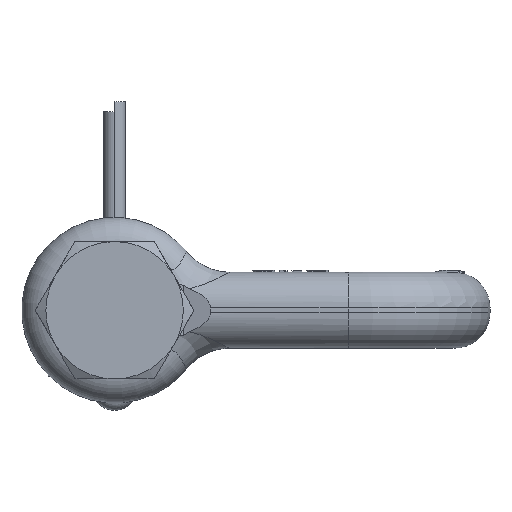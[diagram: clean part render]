
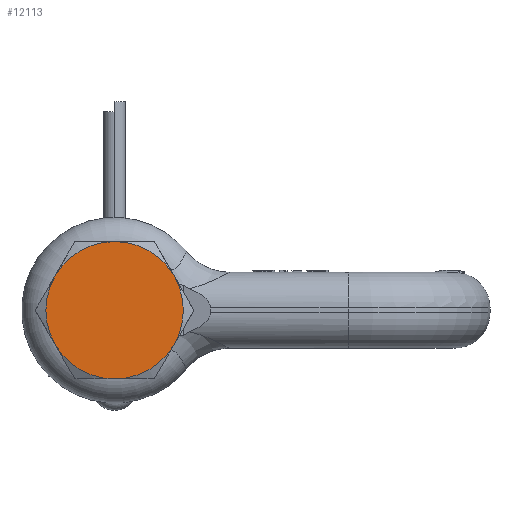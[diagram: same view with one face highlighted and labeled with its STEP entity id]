
A CAD part, left-side view. The second image highlights one B-rep face of the part: STEP entity #12113.
In plain terms, the highlighted planar face has unit normal (-1, 0, 0).
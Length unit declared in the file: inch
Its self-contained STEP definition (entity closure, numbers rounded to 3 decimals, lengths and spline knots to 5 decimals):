
#11640=CARTESIAN_POINT('',(-0.80925,0.,0.));
#11641=DIRECTION('',(-1.,0.,0.));
#11642=DIRECTION('',(0.,0.,-1.));
#11643=AXIS2_PLACEMENT_3D('',#11640,#11641,#11642);
#11645=CARTESIAN_POINT('',(-0.80925,0.,0.));
#11646=DIRECTION('',(-1.,0.,0.));
#11647=DIRECTION('',(0.,0.866,-0.5));
#11648=AXIS2_PLACEMENT_3D('',#11645,#11646,#11647);
#11650=CARTESIAN_POINT('',(-0.80925,0.,0.));
#11651=DIRECTION('',(-1.,0.,0.));
#11652=DIRECTION('',(0.,0.866,0.5));
#11653=AXIS2_PLACEMENT_3D('',#11650,#11651,#11652);
#11655=CARTESIAN_POINT('',(-0.80925,0.,0.));
#11656=DIRECTION('',(-1.,0.,0.));
#11657=DIRECTION('',(0.,0.,1.));
#11658=AXIS2_PLACEMENT_3D('',#11655,#11656,#11657);
#11660=CARTESIAN_POINT('',(-0.80925,0.,0.));
#11661=DIRECTION('',(-1.,0.,0.));
#11662=DIRECTION('',(0.,-0.866,0.5));
#11663=AXIS2_PLACEMENT_3D('',#11660,#11661,#11662);
#11665=CARTESIAN_POINT('',(-0.80925,0.,0.));
#11666=DIRECTION('',(-1.,0.,0.));
#11667=DIRECTION('',(0.,-0.866,-0.5));
#11668=AXIS2_PLACEMENT_3D('',#11665,#11666,#11667);
#11670=CARTESIAN_POINT('',(-0.80925,0.,-0.281));
#11671=CARTESIAN_POINT('',(-0.80925,-0.24335,
-0.1405));
#11672=VERTEX_POINT('',#11670);
#11673=VERTEX_POINT('',#11671);
#11674=CARTESIAN_POINT('',(-0.80925,-0.24335,
0.1405));
#11675=VERTEX_POINT('',#11674);
#11676=CARTESIAN_POINT('',(-0.80925,0.,0.281));
#11677=VERTEX_POINT('',#11676);
#11678=CARTESIAN_POINT('',(-0.80925,0.24335,
0.1405));
#11679=VERTEX_POINT('',#11678);
#11680=CARTESIAN_POINT('',(-0.80925,0.24335,
-0.1405));
#11681=VERTEX_POINT('',#11680);
#12100=CARTESIAN_POINT('',(-0.80925,0.,0.));
#12101=DIRECTION('',(-1.,0.,0.));
#12102=DIRECTION('',(0.,0.,1.));
#12103=AXIS2_PLACEMENT_3D('',#12100,#12101,#12102);
#12104=PLANE('',#12103);
#12105=ORIENTED_EDGE('',*,*,#11737,.F.);
#12106=ORIENTED_EDGE('',*,*,#12054,.F.);
#12107=ORIENTED_EDGE('',*,*,#12040,.F.);
#12108=ORIENTED_EDGE('',*,*,#12026,.F.);
#12109=ORIENTED_EDGE('',*,*,#11765,.F.);
#12110=ORIENTED_EDGE('',*,*,#11751,.F.);
#12111=EDGE_LOOP('',(#12105,#12106,#12107,#12108,#12109,#12110));
#12112=FACE_OUTER_BOUND('',#12111,.F.);
#12113=ADVANCED_FACE('',(#12112),#12104,.T.);
#11644=CIRCLE('',#11643,0.281);
#11649=CIRCLE('',#11648,0.281);
#11654=CIRCLE('',#11653,0.281);
#11659=CIRCLE('',#11658,0.281);
#11664=CIRCLE('',#11663,0.281);
#11669=CIRCLE('',#11668,0.281);
#11737=EDGE_CURVE('',#11672,#11673,#11644,.T.);
#11751=EDGE_CURVE('',#11673,#11675,#11669,.T.);
#11765=EDGE_CURVE('',#11675,#11677,#11664,.T.);
#12026=EDGE_CURVE('',#11677,#11679,#11659,.T.);
#12040=EDGE_CURVE('',#11679,#11681,#11654,.T.);
#12054=EDGE_CURVE('',#11681,#11672,#11649,.T.);
